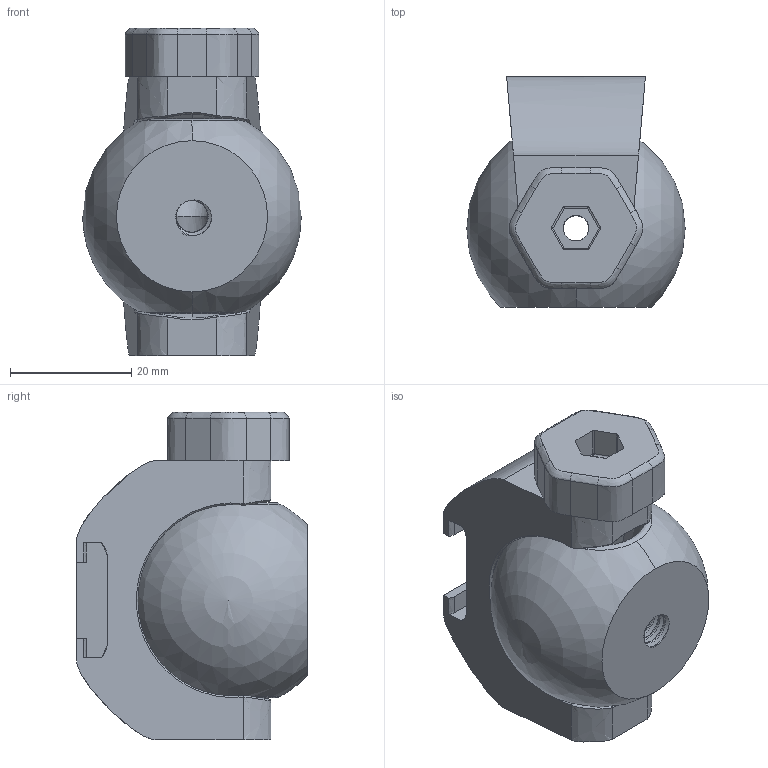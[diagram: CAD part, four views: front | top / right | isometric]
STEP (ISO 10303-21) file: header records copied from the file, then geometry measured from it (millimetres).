
FILE_DESCRIPTION (( 'STEP AP214' ), '1' );
FILE_NAME ('Flash Ballhead v1-0.STEP', '2015-12-12T17:57:41', ( '' ), ( '' ), 'SwSTEP 2.0', 'SolidWorks 2015', '' );
FILE_SCHEMA (( 'AUTOMOTIVE_DESIGN' ));
Length unit declared in the file: millimetre
Products named in the file (1): Flash Ballhead v1-0
Bounding box: 36 x 38 x 54 mm (x, y, z)
Volume: 33469.1 mm3; surface area: 11825.7 mm2
Topology: 3 solids, 3 shells, 155 faces, 415 edges, 257 vertices
Faces by surface type: bspline 61, cylinder 40, plane 39, sphere 11, cone 4
Entity records: 29093 total; most frequent: CARTESIAN_POINT 25994, ORIENTED_EDGE 814, EDGE_CURVE 407, DIRECTION 400, VERTEX_POINT 255, B_SPLINE_CURVE_WITH_KNOTS 171, EDGE_LOOP 162, ADVANCED_FACE 155
